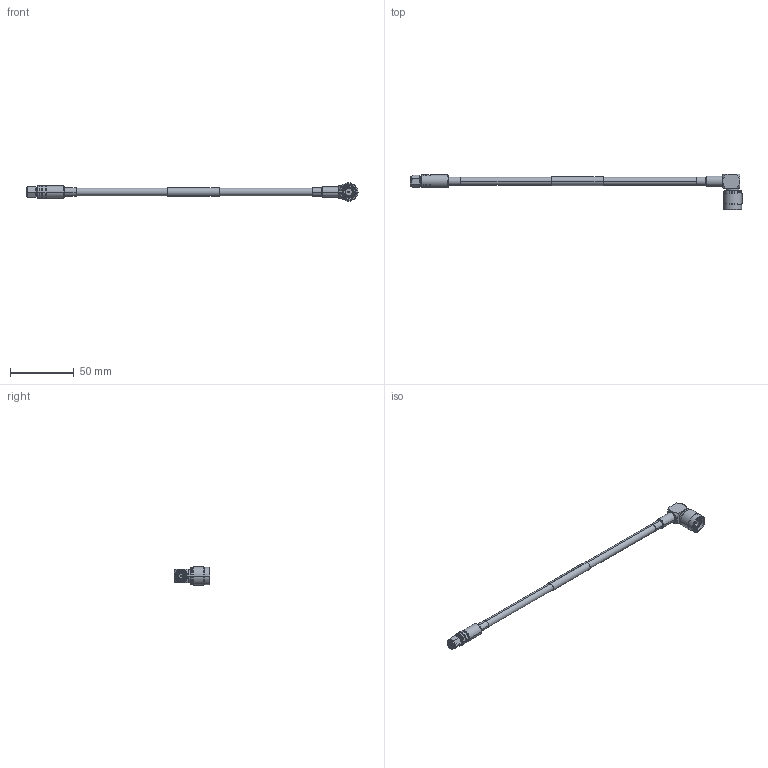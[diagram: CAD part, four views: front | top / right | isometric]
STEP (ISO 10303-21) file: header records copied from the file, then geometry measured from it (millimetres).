
FILE_DESCRIPTION (( 'STEP AP214' ), '1' );
FILE_NAME ('FMC00844_3D.step', '2023-02-23T03:22:25', ( '' ), ( '' ), 'SwSTEP 2.0', 'SolidWorks 2022', '' );
FILE_SCHEMA (( 'AUTOMOTIVE_DESIGN' ));
Length unit declared in the file: inch
Products named in the file (9): heat shrink conn 2^FMC00844_conn 1; TC-240-SM-SS-X; TC-240-SM-SS-X_body; TC-240-SM-SS-X_ferrule; FMC00844_3D; FMCN1422^FMC00844; heat shrink conn 1^FMC00844_conn 1; LMR-240-UF^FMC00844; TC-240-SM-SS-X_c-contact
Assembly tree (8 placements, depth 3):
  FMC00844_3D
    LMR-240-UF^FMC00844
    TC-240-SM-SS-X
      TC-240-SM-SS-X_body
      TC-240-SM-SS-X_c-contact
      TC-240-SM-SS-X_ferrule
    heat shrink conn 1^FMC00844_conn 1
    FMCN1422^FMC00844
    heat shrink conn 2^FMC00844_conn 1
Bounding box: 260.66 x 27.99 x 14.5 mm (x, y, z)
Volume: 10895.7 mm3; surface area: 14123.7 mm2
Topology: 9 solids, 9 shells, 1418 faces, 2915 edges, 1543 vertices
Faces by surface type: bspline 729, cylinder 329, cone 263, plane 73, torus 22, sphere 2
Entity records: 54951 total; most frequent: CARTESIAN_POINT 33011, ORIENTED_EDGE 5830, EDGE_CURVE 2915, DIRECTION 2873, VERTEX_POINT 1543, EDGE_LOOP 1456, FACE_OUTER_BOUND 1418, ADVANCED_FACE 1418
